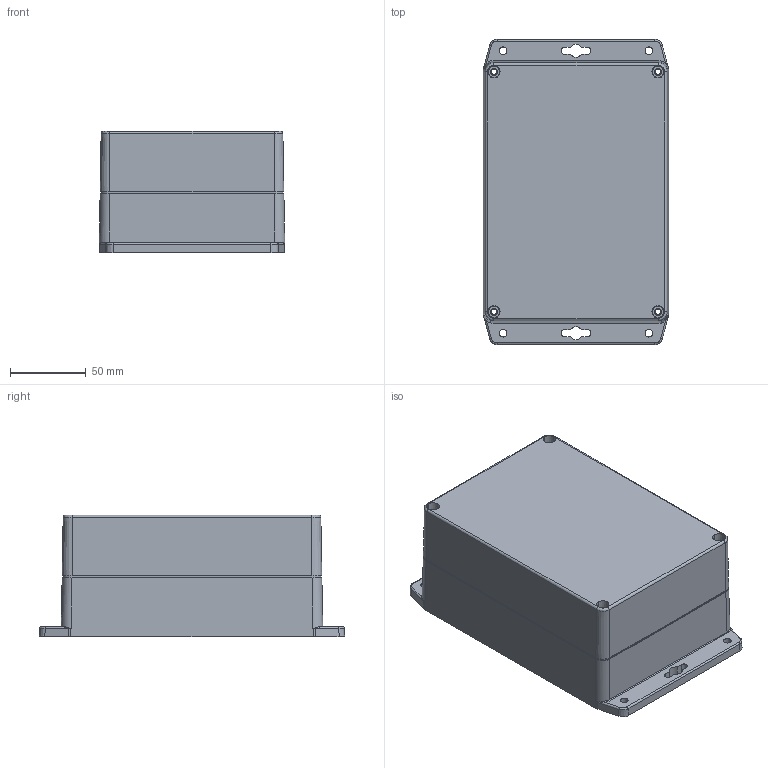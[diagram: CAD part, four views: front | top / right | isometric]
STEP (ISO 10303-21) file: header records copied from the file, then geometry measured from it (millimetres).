
FILE_DESCRIPTION (( 'STEP AP214' ), '1' );
FILE_NAME ('G223MF組合件.STEP', '2010-12-07T03:04:35', ( 'NEF User' ), ( 'NEF User' ), 'SwSTEP 2.0', 'SolidWorks 2010', '' );
FILE_SCHEMA (( 'AUTOMOTIVE_DESIGN' ));
Length unit declared in the file: millimetre
Products named in the file (3): G223-COVER; G214-BASE; G223MF組合件
Assembly tree (2 placements, depth 2):
  G223MF組合件
    G223-COVER
    G214-BASE
Bounding box: 122.36 x 201 x 80 mm (x, y, z)
Volume: 316759.4 mm3; surface area: 200246.4 mm2
Topology: 2 solids, 2 shells, 682 faces, 1727 edges, 1058 vertices
Faces by surface type: plane 238, cone 182, cylinder 174, bspline 88
Entity records: 24885 total; most frequent: CARTESIAN_POINT 8823, ORIENTED_EDGE 3356, DIRECTION 3310, EDGE_CURVE 1678, AXIS2_PLACEMENT_3D 1231, VERTEX_POINT 1058, LINE 848, VECTOR 848
